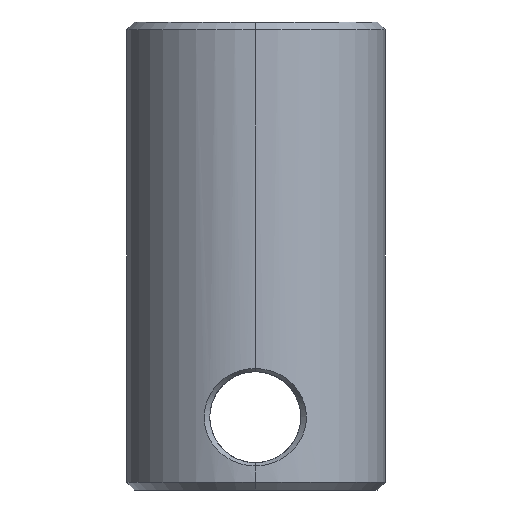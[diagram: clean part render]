
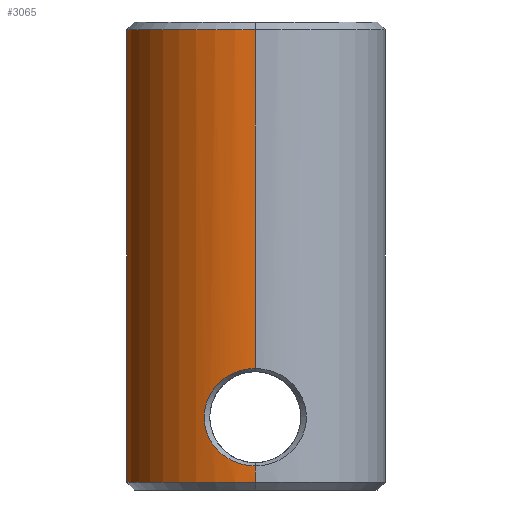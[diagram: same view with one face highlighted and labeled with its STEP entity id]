
A CAD part, left-side view. The second image highlights one B-rep face of the part: STEP entity #3065.
In plain terms, the highlighted cylindrical face has radius 5 mm (diameter 10 mm), a partial arc.
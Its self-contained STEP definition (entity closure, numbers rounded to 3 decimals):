
#96 = CARTESIAN_POINT ( 'NONE',  ( -5., 0., 0.927 ) ) ;
#131 = CARTESIAN_POINT ( 'NONE',  ( -5., 0., 4.673 ) ) ;
#191 = CARTESIAN_POINT ( 'NONE',  ( -4.906, 0.994, 4.434 ) ) ;
#197 = VERTEX_POINT ( 'NONE', #96 ) ;
#198 = CARTESIAN_POINT ( 'NONE',  ( -5., 0., 4.673 ) ) ;
#214 = CARTESIAN_POINT ( 'NONE',  ( -4.621, 1.912, 2.305 ) ) ;
#226 = VECTOR ( 'NONE', #236, 1000. ) ;
#236 = DIRECTION ( 'NONE',  ( 0., 0., -1. ) ) ;
#255 = DIRECTION ( 'NONE',  ( 0., 0., -1. ) ) ;
#269 = AXIS2_PLACEMENT_3D ( 'NONE', #1398, #2971, #1012 ) ;
#278 = ORIENTED_EDGE ( 'NONE', *, *, #3232, .T. ) ;
#414 = ORIENTED_EDGE ( 'NONE', *, *, #1289, .T. ) ;
#426 = CARTESIAN_POINT ( 'NONE',  ( -5., 0., 18. ) ) ;
#452 = VERTEX_POINT ( 'NONE', #1172 ) ;
#475 = CARTESIAN_POINT ( 'NONE',  ( -4.702, 1.703, 1.859 ) ) ;
#477 = DIRECTION ( 'NONE',  ( -1., 0., 0. ) ) ;
#544 = CARTESIAN_POINT ( 'NONE',  ( -4.999, 0.114, 4.67 ) ) ;
#545 = DIRECTION ( 'NONE',  ( 0., 0., -1. ) ) ;
#622 = B_SPLINE_CURVE_WITH_KNOTS ( 'NONE', 3,
 ( #2925, #1354, #2598, #2294, #744, #131 ),
 .UNSPECIFIED., .F., .F.,
 ( 4, 2, 4 ),
 ( 0.5, 0.5, 0.5 ),
 .UNSPECIFIED. ) ;
#744 = CARTESIAN_POINT ( 'NONE',  ( -5., 0., 4.673 ) ) ;
#782 = CARTESIAN_POINT ( 'NONE',  ( -4.906, 0.993, 1.166 ) ) ;
#804 = CARTESIAN_POINT ( 'NONE',  ( -5., 0.006, 4.673 ) ) ;
#827 = CARTESIAN_POINT ( 'NONE',  ( -4.855, 1.21, 4.295 ) ) ;
#828 = CYLINDRICAL_SURFACE ( 'NONE', #3615, 5. ) ;
#830 = ORIENTED_EDGE ( 'NONE', *, *, #1065, .T. ) ;
#849 = CARTESIAN_POINT ( 'NONE',  ( -5., 0., 0.927 ) ) ;
#992 = CARTESIAN_POINT ( 'NONE',  ( 0., 0., 0.3 ) ) ;
#1012 = DIRECTION ( 'NONE',  ( 1., 0., 0. ) ) ;
#1065 = EDGE_CURVE ( 'NONE', #1137, #2381, #3550, .T. ) ;
#1089 = CARTESIAN_POINT ( 'NONE',  ( -4.96, 0.639, 4.575 ) ) ;
#1106 = DIRECTION ( 'NONE',  ( 0., 0., -1. ) ) ;
#1111 = CARTESIAN_POINT ( 'NONE',  ( -5., 0.033, 4.672 ) ) ;
#1137 = VERTEX_POINT ( 'NONE', #3542 ) ;
#1172 = CARTESIAN_POINT ( 'NONE',  ( -5., 0., 17.7 ) ) ;
#1289 = EDGE_CURVE ( 'NONE', #3210, #1562, #622, .T. ) ;
#1354 = CARTESIAN_POINT ( 'NONE',  ( -5., 0., 4.673 ) ) ;
#1393 = CARTESIAN_POINT ( 'NONE',  ( -4.604, 1.951, 3.047 ) ) ;
#1398 = CARTESIAN_POINT ( 'NONE',  ( 0., 0., 17.7 ) ) ;
#1416 = EDGE_CURVE ( 'NONE', #452, #2099, #3006, .T. ) ;
#1437 = CARTESIAN_POINT ( 'NONE',  ( -4.698, 1.715, 3.745 ) ) ;
#1482 = CARTESIAN_POINT ( 'NONE',  ( -5., 0.017, 4.673 ) ) ;
#1529 = VECTOR ( 'NONE', #1106, 1000. ) ;
#1562 = VERTEX_POINT ( 'NONE', #198 ) ;
#1639 = ORIENTED_EDGE ( 'NONE', *, *, #1416, .T. ) ;
#1723 = VECTOR ( 'NONE', #255, 1000. ) ;
#1725 = CARTESIAN_POINT ( 'NONE',  ( -4.855, 1.209, 1.304 ) ) ;
#1747 = CARTESIAN_POINT ( 'NONE',  ( -4.995, 0.259, 0.939 ) ) ;
#1812 = CARTESIAN_POINT ( 'NONE',  ( -4.997, 0.162, 4.667 ) ) ;
#1870 = ORIENTED_EDGE ( 'NONE', *, *, #2809, .F. ) ;
#2029 = CARTESIAN_POINT ( 'NONE',  ( -4.99, 0.324, 4.648 ) ) ;
#2074 = CARTESIAN_POINT ( 'NONE',  ( -4.975, 0.513, 0.988 ) ) ;
#2075 = CARTESIAN_POINT ( 'NONE',  ( -5., 0., 4.673 ) ) ;
#2099 = VERTEX_POINT ( 'NONE', #2576 ) ;
#2116 = CARTESIAN_POINT ( 'NONE',  ( -4.679, 1.763, 1.964 ) ) ;
#2238 = DIRECTION ( 'NONE',  ( 0., 0., 1. ) ) ;
#2294 = CARTESIAN_POINT ( 'NONE',  ( -5., 0., 4.673 ) ) ;
#2332 = CARTESIAN_POINT ( 'NONE',  ( -4.96, 0.639, 1.025 ) ) ;
#2377 = CARTESIAN_POINT ( 'NONE',  ( -4.625, 1.901, 3.288 ) ) ;
#2381 = VERTEX_POINT ( 'NONE', #3784 ) ;
#2442 = ORIENTED_EDGE ( 'NONE', *, *, #2633, .F. ) ;
#2533 = EDGE_CURVE ( 'NONE', #197, #3210, #3209, .T. ) ;
#2576 = CARTESIAN_POINT ( 'NONE',  ( -0.75, 4.943, 17.7 ) ) ;
#2598 = CARTESIAN_POINT ( 'NONE',  ( -5., 0., 4.673 ) ) ;
#2633 = EDGE_CURVE ( 'NONE', #197, #2381, #4029, .T. ) ;
#2637 = CARTESIAN_POINT ( 'NONE',  ( -4.598, 1.964, 2.922 ) ) ;
#2658 = CARTESIAN_POINT ( 'NONE',  ( -4.994, 0.259, 4.657 ) ) ;
#2709 = FACE_OUTER_BOUND ( 'NONE', #3323, .T. ) ;
#2809 = EDGE_CURVE ( 'NONE', #452, #1562, #3620, .T. ) ;
#2925 = CARTESIAN_POINT ( 'NONE',  ( -5., 0., 4.673 ) ) ;
#2966 = CARTESIAN_POINT ( 'NONE',  ( -4.598, 1.964, 2.55 ) ) ;
#2968 = CARTESIAN_POINT ( 'NONE',  ( -0.75, 4.943, 18. ) ) ;
#2971 = DIRECTION ( 'NONE',  ( 0., 0., -1. ) ) ;
#2987 = CARTESIAN_POINT ( 'NONE',  ( -4.751, 1.561, 1.656 ) ) ;
#3006 = CIRCLE ( 'NONE', #269, 5. ) ;
#3034 = CARTESIAN_POINT ( 'NONE',  ( 0., 0., 18. ) ) ;
#3065 = ADVANCED_FACE ( 'NONE', ( #2709 ), #828, .T. ) ;
#3209 = B_SPLINE_CURVE_WITH_KNOTS ( 'NONE', 3,
 ( #849, #3930, #1747, #2074, #2332, #782, #1725, #3581, #2987, #475, #2116, #214, #2966, #2637, #1393, #2377, #3626, #1437, #3953, #827, #191, #1089, #3361, #2029, #2658, #1812, #544, #3299, #1111, #1482, #804, #3973 ),
 .UNSPECIFIED., .F., .F.,
 ( 4, 2, 2, 2, 2, 2, 2, 2, 2, 2, 2, 2, 2, 1, 1, 2, 4 ),
 ( 0., 0.031, 0.062, 0.125, 0.156, 0.187, 0.25, 0.281, 0.312, 0.375, 0.438, 0.469, 0.484, 0.492, 0.496, 0.498, 0.5 ),
 .UNSPECIFIED. ) ;
#3210 = VERTEX_POINT ( 'NONE', #2075 ) ;
#3232 = EDGE_CURVE ( 'NONE', #2099, #1137, #3277, .T. ) ;
#3277 = LINE ( 'NONE', #2968, #226 ) ;
#3279 = ORIENTED_EDGE ( 'NONE', *, *, #2533, .T. ) ;
#3299 = CARTESIAN_POINT ( 'NONE',  ( -5., 0.057, 4.672 ) ) ;
#3323 = EDGE_LOOP ( 'NONE', ( #1870, #1639, #278, #830, #2442, #3279, #414 ) ) ;
#3361 = CARTESIAN_POINT ( 'NONE',  ( -4.975, 0.516, 4.611 ) ) ;
#3483 = DIRECTION ( 'NONE',  ( 1., 0., 0. ) ) ;
#3542 = CARTESIAN_POINT ( 'NONE',  ( -0.75, 4.943, 0.3 ) ) ;
#3550 = CIRCLE ( 'NONE', #3808, 5. ) ;
#3581 = CARTESIAN_POINT ( 'NONE',  ( -4.777, 1.479, 1.562 ) ) ;
#3615 = AXIS2_PLACEMENT_3D ( 'NONE', #3034, #545, #477 ) ;
#3620 = LINE ( 'NONE', #426, #1529 ) ;
#3626 = CARTESIAN_POINT ( 'NONE',  ( -4.64, 1.862, 3.408 ) ) ;
#3690 = CARTESIAN_POINT ( 'NONE',  ( -5., 0., 18. ) ) ;
#3784 = CARTESIAN_POINT ( 'NONE',  ( -5., 0., 0.3 ) ) ;
#3808 = AXIS2_PLACEMENT_3D ( 'NONE', #992, #2238, #3483 ) ;
#3930 = CARTESIAN_POINT ( 'NONE',  ( -5., 0.13, 0.927 ) ) ;
#3953 = CARTESIAN_POINT ( 'NONE',  ( -4.751, 1.569, 3.953 ) ) ;
#3973 = CARTESIAN_POINT ( 'NONE',  ( -5., 0., 4.673 ) ) ;
#4029 = LINE ( 'NONE', #3690, #1723 ) ;
